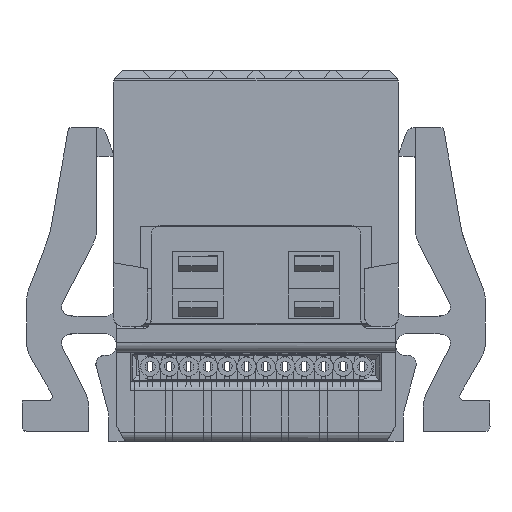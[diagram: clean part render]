
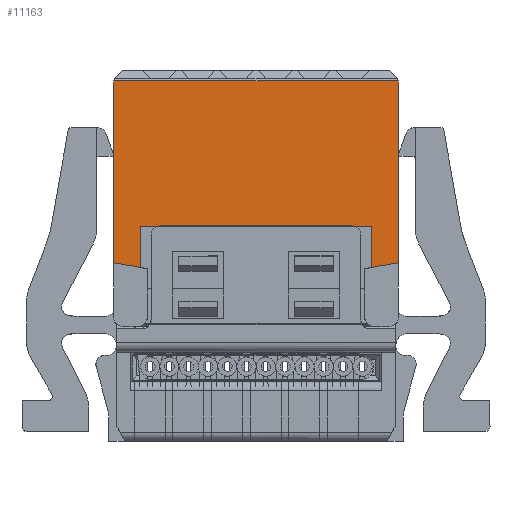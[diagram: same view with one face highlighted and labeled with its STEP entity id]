
A CAD part, front view. The second image highlights one B-rep face of the part: STEP entity #11163.
In plain terms, the highlighted planar face has unit normal (0, -1, 0).
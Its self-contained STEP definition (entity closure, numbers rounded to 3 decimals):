
#11113=AXIS2_PLACEMENT_3D('Plane Axis2P3D',#11110,#11111,#11112) ;
#9664=CARTESIAN_POINT('Vertex',(1.193,-73.725,9.429)) ;
#9667=CARTESIAN_POINT('Line Origine',(1.193,-73.725,6.439)) ;
#9671=CARTESIAN_POINT('Vertex',(1.193,-73.725,3.45)) ;
#10071=CARTESIAN_POINT('Vertex',(-8.178,-73.725,3.45)) ;
#10074=CARTESIAN_POINT('Line Origine',(-8.178,-73.725,6.439)) ;
#10078=CARTESIAN_POINT('Vertex',(-8.178,-73.725,9.429)) ;
#11110=CARTESIAN_POINT('Axis2P3D Location',(-8.422,-73.725,9.97)) ;
#11115=CARTESIAN_POINT('Line Origine',(-3.492,-73.725,9.429)) ;
#11120=CARTESIAN_POINT('Line Origine',(-7.738,-73.725,3.372)) ;
#11124=CARTESIAN_POINT('Vertex',(-7.298,-73.725,3.295)) ;
#11127=CARTESIAN_POINT('Line Origine',(-7.298,-73.725,3.972)) ;
#11131=CARTESIAN_POINT('Vertex',(-7.298,-73.725,4.65)) ;
#11134=CARTESIAN_POINT('Line Origine',(-3.493,-73.725,4.65)) ;
#11138=CARTESIAN_POINT('Vertex',(0.312,-73.725,4.65)) ;
#11141=CARTESIAN_POINT('Line Origine',(0.312,-73.725,3.972)) ;
#11145=CARTESIAN_POINT('Vertex',(0.312,-73.725,3.295)) ;
#11148=CARTESIAN_POINT('Line Origine',(0.752,-73.725,3.372)) ;
#9668=DIRECTION('Vector Direction',(0.,0.,1.)) ;
#10075=DIRECTION('Vector Direction',(0.,0.,-1.)) ;
#11111=DIRECTION('Axis2P3D Direction',(0.,-1.,0.)) ;
#11112=DIRECTION('Axis2P3D XDirection',(0.,0.,1.)) ;
#11116=DIRECTION('Vector Direction',(-1.,0.,0.)) ;
#11121=DIRECTION('Vector Direction',(0.985,0.,-0.174)) ;
#11128=DIRECTION('Vector Direction',(0.,0.,1.)) ;
#11135=DIRECTION('Vector Direction',(1.,0.,0.)) ;
#11142=DIRECTION('Vector Direction',(0.,0.,-1.)) ;
#11149=DIRECTION('Vector Direction',(0.985,0.,0.174)) ;
#9669=VECTOR('Line Direction',#9668,1.) ;
#10076=VECTOR('Line Direction',#10075,1.) ;
#11117=VECTOR('Line Direction',#11116,1.) ;
#11122=VECTOR('Line Direction',#11121,1.) ;
#11129=VECTOR('Line Direction',#11128,1.) ;
#11136=VECTOR('Line Direction',#11135,1.) ;
#11143=VECTOR('Line Direction',#11142,1.) ;
#11150=VECTOR('Line Direction',#11149,1.) ;
#11154=ORIENTED_EDGE('',*,*,#11119,.T.) ;
#11155=ORIENTED_EDGE('',*,*,#10080,.T.) ;
#11156=ORIENTED_EDGE('',*,*,#11126,.T.) ;
#11157=ORIENTED_EDGE('',*,*,#11133,.T.) ;
#11158=ORIENTED_EDGE('',*,*,#11140,.T.) ;
#11159=ORIENTED_EDGE('',*,*,#11147,.T.) ;
#11160=ORIENTED_EDGE('',*,*,#11152,.T.) ;
#11161=ORIENTED_EDGE('',*,*,#9673,.T.) ;
#11163=ADVANCED_FACE('Part-1',(#11162),#11114,.T.) ;
#9673=EDGE_CURVE('',#9672,#9665,#9670,.T.) ;
#10080=EDGE_CURVE('',#10079,#10072,#10077,.T.) ;
#11119=EDGE_CURVE('',#9665,#10079,#11118,.T.) ;
#11126=EDGE_CURVE('',#10072,#11125,#11123,.T.) ;
#11133=EDGE_CURVE('',#11125,#11132,#11130,.T.) ;
#11140=EDGE_CURVE('',#11132,#11139,#11137,.T.) ;
#11147=EDGE_CURVE('',#11139,#11146,#11144,.T.) ;
#11152=EDGE_CURVE('',#11146,#9672,#11151,.T.) ;
#11153=EDGE_LOOP('',(#11154,#11155,#11156,#11157,#11158,#11159,#11160,#11161)) ;
#11162=FACE_OUTER_BOUND('',#11153,.T.) ;
#9670=LINE('Line',#9667,#9669) ;
#10077=LINE('Line',#10074,#10076) ;
#11118=LINE('Line',#11115,#11117) ;
#11123=LINE('Line',#11120,#11122) ;
#11130=LINE('Line',#11127,#11129) ;
#11137=LINE('Line',#11134,#11136) ;
#11144=LINE('Line',#11141,#11143) ;
#11151=LINE('Line',#11148,#11150) ;
#11114=PLANE('',#11113) ;
#9665=VERTEX_POINT('',#9664) ;
#9672=VERTEX_POINT('',#9671) ;
#10072=VERTEX_POINT('',#10071) ;
#10079=VERTEX_POINT('',#10078) ;
#11125=VERTEX_POINT('',#11124) ;
#11132=VERTEX_POINT('',#11131) ;
#11139=VERTEX_POINT('',#11138) ;
#11146=VERTEX_POINT('',#11145) ;
